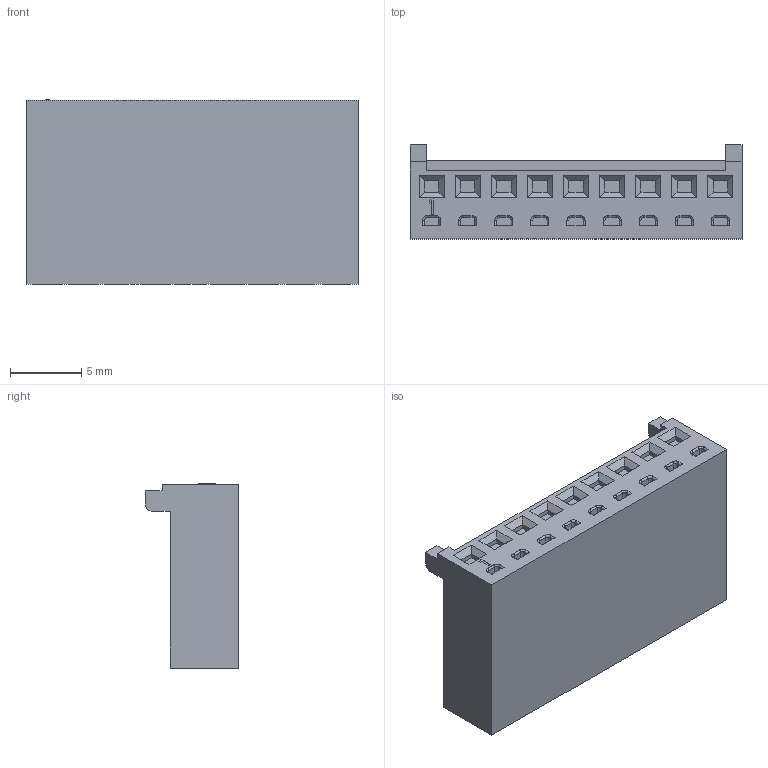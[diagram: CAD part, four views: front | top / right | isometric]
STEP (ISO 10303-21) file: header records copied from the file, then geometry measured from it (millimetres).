
FILE_DESCRIPTION((''),'2;1');
FILE_NAME('C-1375820-9','2017-04-26T',('workeradm'),('Tyco Electronics Ltd.'),'CREO PARAMETRIC BY PTC INC, 2016050','CREO PARAMETRIC BY PTC INC, 2016050','');
FILE_SCHEMA(('AUTOMOTIVE_DESIGN { 1 0 10303 214 1 1 1 1 }'));
Length unit declared in the file: millimetre
Products named in the file (1): C-1375820-9
Bounding box: 23.37 x 6.6 x 12.97 mm (x, y, z)
Volume: 1398.9 mm3; surface area: 1130.4 mm2
Topology: 1 solids, 1 shells, 260 faces, 618 edges, 388 vertices
Faces by surface type: plane 195, cylinder 47, torus 18
Entity records: 7402 total; most frequent: CARTESIAN_POINT 1268, DIRECTION 1250, ORIENTED_EDGE 1236, EDGE_CURVE 618, VECTOR 506, LINE 506, VERTEX_POINT 388, AXIS2_PLACEMENT_3D 372
